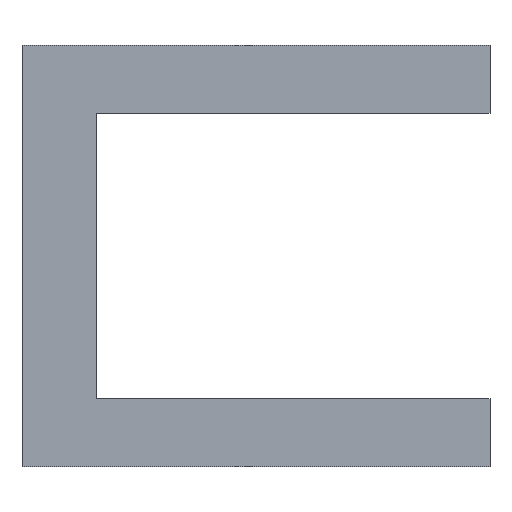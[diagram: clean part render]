
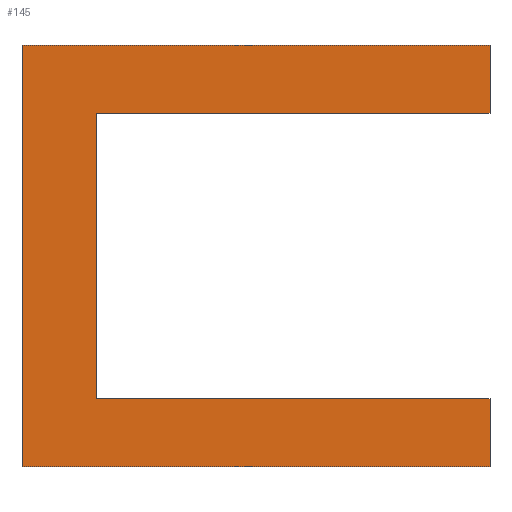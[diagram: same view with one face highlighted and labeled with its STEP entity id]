
A CAD part, front view. The second image highlights one B-rep face of the part: STEP entity #145.
In plain terms, the highlighted planar face has unit normal (0, -1, 0).
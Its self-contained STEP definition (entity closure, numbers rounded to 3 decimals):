
#5 = EDGE_CURVE ( 'NONE', #476, #551, #165, .T. ) ;
#11 = DIRECTION ( 'NONE',  ( 1., 0., 0. ) ) ;
#58 = CARTESIAN_POINT ( 'NONE',  ( 20.5, -2.527, 11.488 ) ) ;
#64 = VECTOR ( 'NONE', #68, 1000. ) ;
#66 = CARTESIAN_POINT ( 'NONE',  ( 2., -2.527, -1.912 ) ) ;
#68 = DIRECTION ( 'NONE',  ( 0., 0., -1. ) ) ;
#92 = DIRECTION ( 'NONE',  ( 0., 0., 1. ) ) ;
#122 = LINE ( 'NONE', #177, #309 ) ;
#136 = CARTESIAN_POINT ( 'NONE',  ( 20.5, -2.527, 14.688 ) ) ;
#138 = LINE ( 'NONE', #58, #490 ) ;
#145 = ADVANCED_FACE ( 'NONE', ( #410 ), #504, .F. ) ;
#146 = CARTESIAN_POINT ( 'NONE',  ( 2., -2.527, 11.488 ) ) ;
#154 = EDGE_CURVE ( 'NONE', #478, #261, #233, .T. ) ;
#158 = CARTESIAN_POINT ( 'NONE',  ( -1.5, -2.527, 14.688 ) ) ;
#165 = LINE ( 'NONE', #406, #526 ) ;
#177 = CARTESIAN_POINT ( 'NONE',  ( 2., -2.527, 11.488 ) ) ;
#183 = DIRECTION ( 'NONE',  ( -1., 0., 0. ) ) ;
#200 = ORIENTED_EDGE ( 'NONE', *, *, #489, .F. ) ;
#201 = AXIS2_PLACEMENT_3D ( 'NONE', #136, #322, #92 ) ;
#204 = LINE ( 'NONE', #207, #64 ) ;
#205 = ORIENTED_EDGE ( 'NONE', *, *, #338, .T. ) ;
#207 = CARTESIAN_POINT ( 'NONE',  ( 20.5, -2.527, 14.688 ) ) ;
#217 = DIRECTION ( 'NONE',  ( -1., 0., 0. ) ) ;
#220 = EDGE_CURVE ( 'NONE', #455, #360, #122, .T. ) ;
#233 = LINE ( 'NONE', #274, #384 ) ;
#243 = ORIENTED_EDGE ( 'NONE', *, *, #5, .T. ) ;
#246 = DIRECTION ( 'NONE',  ( 0., 0., -1. ) ) ;
#261 = VERTEX_POINT ( 'NONE', #265 ) ;
#265 = CARTESIAN_POINT ( 'NONE',  ( -1.5, -2.527, -5.112 ) ) ;
#272 = EDGE_CURVE ( 'NONE', #261, #551, #364, .T. ) ;
#274 = CARTESIAN_POINT ( 'NONE',  ( 20.5, -2.527, -5.112 ) ) ;
#296 = CARTESIAN_POINT ( 'NONE',  ( 20.5, -2.527, 14.688 ) ) ;
#309 = VECTOR ( 'NONE', #356, 1000. ) ;
#312 = ORIENTED_EDGE ( 'NONE', *, *, #154, .F. ) ;
#322 = DIRECTION ( 'NONE',  ( 0., 1., 0. ) ) ;
#337 = LINE ( 'NONE', #381, #386 ) ;
#338 = EDGE_CURVE ( 'NONE', #360, #511, #138, .T. ) ;
#343 = CARTESIAN_POINT ( 'NONE',  ( 20.5, -2.527, -5.112 ) ) ;
#356 = DIRECTION ( 'NONE',  ( 0., 0., 1. ) ) ;
#360 = VERTEX_POINT ( 'NONE', #146 ) ;
#364 = LINE ( 'NONE', #531, #415 ) ;
#381 = CARTESIAN_POINT ( 'NONE',  ( 20.5, -2.527, -1.912 ) ) ;
#383 = CARTESIAN_POINT ( 'NONE',  ( 20.5, -2.527, 11.488 ) ) ;
#384 = VECTOR ( 'NONE', #183, 1000. ) ;
#386 = VECTOR ( 'NONE', #428, 1000. ) ;
#389 = ORIENTED_EDGE ( 'NONE', *, *, #272, .F. ) ;
#391 = VERTEX_POINT ( 'NONE', #557 ) ;
#392 = LINE ( 'NONE', #296, #558 ) ;
#406 = CARTESIAN_POINT ( 'NONE',  ( 20.5, -2.527, 14.688 ) ) ;
#410 = FACE_OUTER_BOUND ( 'NONE', #474, .T. ) ;
#415 = VECTOR ( 'NONE', #544, 1000. ) ;
#428 = DIRECTION ( 'NONE',  ( -1., 0., 0. ) ) ;
#450 = ORIENTED_EDGE ( 'NONE', *, *, #485, .F. ) ;
#455 = VERTEX_POINT ( 'NONE', #66 ) ;
#470 = EDGE_CURVE ( 'NONE', #391, #455, #337, .T. ) ;
#474 = EDGE_LOOP ( 'NONE', ( #495, #205, #200, #243, #389, #312, #450, #516 ) ) ;
#476 = VERTEX_POINT ( 'NONE', #562 ) ;
#478 = VERTEX_POINT ( 'NONE', #343 ) ;
#485 = EDGE_CURVE ( 'NONE', #391, #478, #204, .T. ) ;
#489 = EDGE_CURVE ( 'NONE', #476, #511, #392, .T. ) ;
#490 = VECTOR ( 'NONE', #11, 1000. ) ;
#495 = ORIENTED_EDGE ( 'NONE', *, *, #220, .T. ) ;
#504 = PLANE ( 'NONE',  #201 ) ;
#511 = VERTEX_POINT ( 'NONE', #383 ) ;
#516 = ORIENTED_EDGE ( 'NONE', *, *, #470, .T. ) ;
#526 = VECTOR ( 'NONE', #217, 1000. ) ;
#531 = CARTESIAN_POINT ( 'NONE',  ( -1.5, -2.527, -5.112 ) ) ;
#544 = DIRECTION ( 'NONE',  ( 0., 0., 1. ) ) ;
#551 = VERTEX_POINT ( 'NONE', #158 ) ;
#557 = CARTESIAN_POINT ( 'NONE',  ( 20.5, -2.527, -1.912 ) ) ;
#558 = VECTOR ( 'NONE', #246, 1000. ) ;
#562 = CARTESIAN_POINT ( 'NONE',  ( 20.5, -2.527, 14.688 ) ) ;
